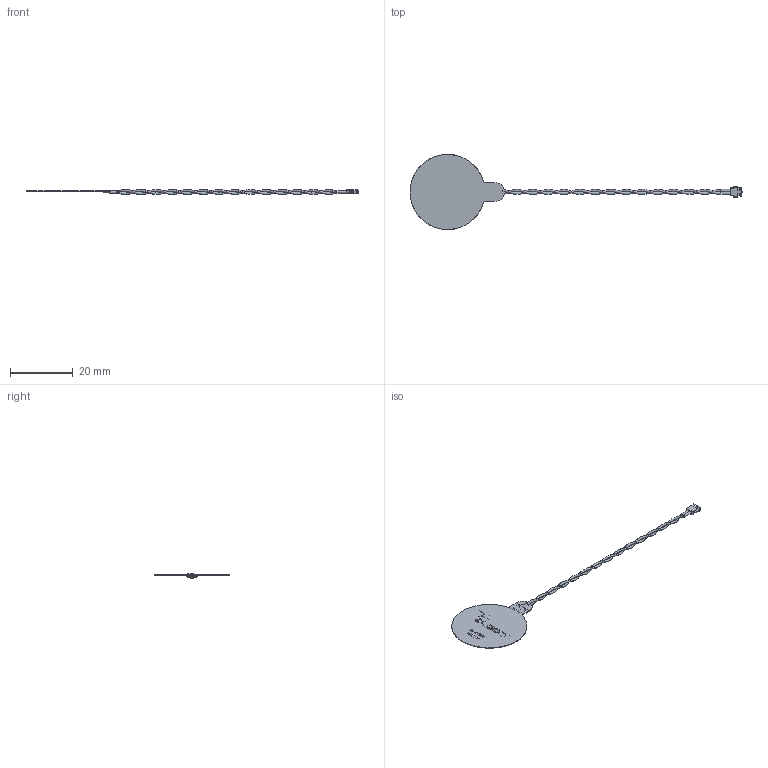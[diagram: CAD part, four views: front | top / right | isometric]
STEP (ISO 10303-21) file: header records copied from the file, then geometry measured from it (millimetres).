
FILE_DESCRIPTION (( 'STEP AP214' ), '1' );
FILE_NAME ('FXC.24.52.0075X.B.dg_Web.STEP', '2024-05-27T08:19:13', ( '' ), ( '' ), 'SwSTEP 2.0', 'SolidWorks 2022', '' );
FILE_SCHEMA (( 'AUTOMOTIVE_DESIGN' ));
Length unit declared in the file: millimetre
Products named in the file (1): FXC.24.52.0075X.B.dg_Web
Bounding box: 105.97 x 24 x 1.6 mm (x, y, z)
Volume: 149.6 mm3; surface area: 2292 mm2
Topology: 5 solids, 5 shells, 647 faces, 1746 edges, 1152 vertices
Faces by surface type: plane 413, bspline 217, cylinder 15, cone 2
Full cylindrical faces by diameter (mm): 0.4 x2, 0.7 x4, 24 x1
Entity records: 37956 total; most frequent: CARTESIAN_POINT 16112, ORIENTED_EDGE 3442, DIRECTION 2187, EDGE_CURVE 1721, VECTOR 1241, LINE 1241, VERTEX_POINT 1146, EDGE_LOOP 717
